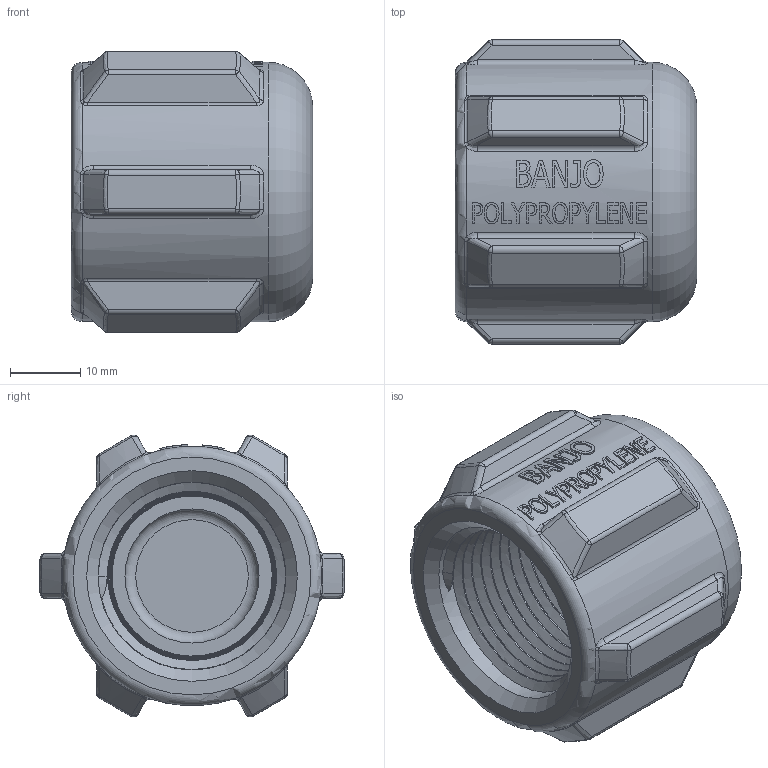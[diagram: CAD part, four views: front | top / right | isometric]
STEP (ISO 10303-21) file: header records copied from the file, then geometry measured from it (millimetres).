
FILE_DESCRIPTION(/* description */ ('3/4" CAP'),/* implementation_level */ '2;1');
FILE_NAME(/* name */ 'CAP075.stp',/* time_stamp */ '2014-06-12T15:15:53-04:00',/* author */ ('DCerny'),/* organization */ (''),/* preprocessor_version */ 'ST-DEVELOPER v15.2',/* originating_system */ 'Autodesk Inventor 2014',/* authorisation */ '');
FILE_SCHEMA (('AUTOMOTIVE_DESIGN { 1 0 10303 214 3 1 1 }'));
Length unit declared in the file: inch
Products named in the file (1): CAP075
Bounding box: 34.29 x 43.18 x 40.01 mm (x, y, z)
Volume: 25294.1 mm3; surface area: 9869.7 mm2
Topology: 1 solids, 1 shells, 448 faces, 1117 edges, 693 vertices
Faces by surface type: bspline 167, plane 159, cylinder 55, cone 28, sphere 24, torus 15
Full cylindrical faces by diameter (mm): 19.05 x1, 36.83 x1
Entity records: 18507 total; most frequent: CARTESIAN_POINT 9157, ORIENTED_EDGE 2130, DIRECTION 1580, EDGE_CURVE 1065, VERTEX_POINT 668, AXIS2_PLACEMENT_3D 583, EDGE_LOOP 473, ADVANCED_FACE 436
